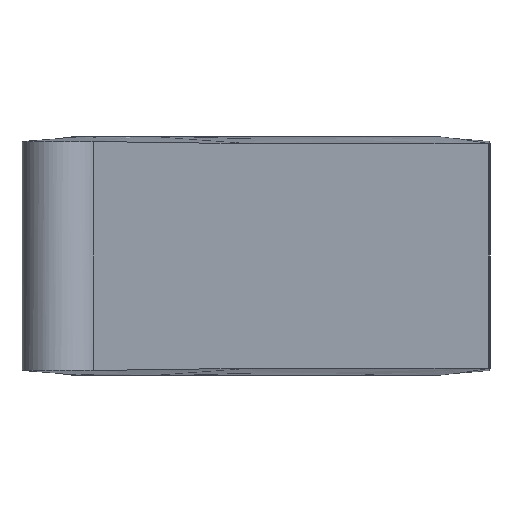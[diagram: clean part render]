
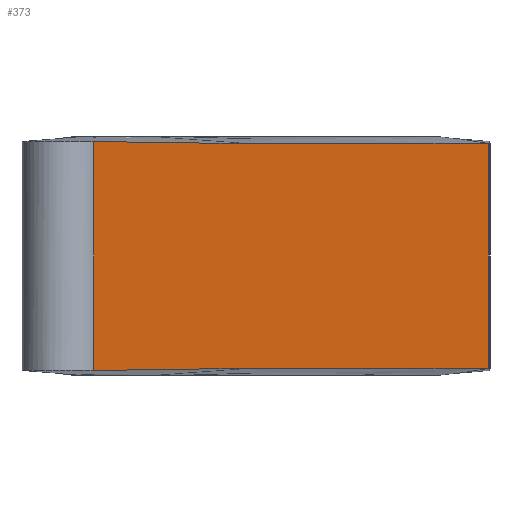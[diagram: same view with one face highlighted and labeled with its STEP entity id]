
A CAD part, left-side view. The second image highlights one B-rep face of the part: STEP entity #373.
In plain terms, the highlighted planar face has unit normal (-0.574, -0.819, 0).
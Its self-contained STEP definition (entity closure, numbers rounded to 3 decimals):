
#57=FACE_OUTER_BOUND('',#419,.T.);
#65=LINE('',#4591,#73);
#66=LINE('',#4592,#74);
#73=VECTOR('',#1603,1.);
#74=VECTOR('',#1604,1.);
#85=PLANE('',#1567);
#323=B_SPLINE_CURVE_WITH_KNOTS('',3,(#2826,#2827,#2828,#2829),
 .UNSPECIFIED.,.F.,.F.,(4,4),(0.,1.),.UNSPECIFIED.);
#324=B_SPLINE_CURVE_WITH_KNOTS('',3,(#2831,#2832,#2833,#2834),
 .UNSPECIFIED.,.F.,.F.,(4,4),(0.,1.),.UNSPECIFIED.);
#325=B_SPLINE_CURVE_WITH_KNOTS('',3,(#2836,#2837,#2838,#2839),
 .UNSPECIFIED.,.F.,.F.,(4,4),(0.,1.),.UNSPECIFIED.);
#353=B_SPLINE_CURVE_WITH_KNOTS('',3,(#3774,#3775,#3776,#3777),
 .UNSPECIFIED.,.F.,.F.,(4,4),(0.,1.),.UNSPECIFIED.);
#354=B_SPLINE_CURVE_WITH_KNOTS('',3,(#3779,#3780,#3781,#3782),
 .UNSPECIFIED.,.F.,.F.,(4,4),(0.,1.),.UNSPECIFIED.);
#355=B_SPLINE_CURVE_WITH_KNOTS('',3,(#3784,#3785,#3786,#3787),
 .UNSPECIFIED.,.F.,.F.,(4,4),(0.,1.),.UNSPECIFIED.);
#373=ADVANCED_FACE('',(#57),#85,.F.);
#419=EDGE_LOOP('',(#939,#940,#941,#942,#943,#944,#945,#946));
#939=ORIENTED_EDGE('',*,*,#1507,.T.);
#940=ORIENTED_EDGE('',*,*,#1506,.T.);
#941=ORIENTED_EDGE('',*,*,#1505,.T.);
#942=ORIENTED_EDGE('',*,*,#1539,.F.);
#943=ORIENTED_EDGE('',*,*,#1537,.T.);
#944=ORIENTED_EDGE('',*,*,#1536,.T.);
#945=ORIENTED_EDGE('',*,*,#1535,.T.);
#946=ORIENTED_EDGE('',*,*,#1540,.T.);
#1231=VERTEX_POINT('',#2825);
#1232=VERTEX_POINT('',#2830);
#1233=VERTEX_POINT('',#2835);
#1234=VERTEX_POINT('',#2840);
#1261=VERTEX_POINT('',#3773);
#1262=VERTEX_POINT('',#3778);
#1263=VERTEX_POINT('',#3783);
#1264=VERTEX_POINT('',#3788);
#1505=EDGE_CURVE('',#1232,#1231,#323,.T.);
#1506=EDGE_CURVE('',#1233,#1232,#324,.T.);
#1507=EDGE_CURVE('',#1234,#1233,#325,.T.);
#1535=EDGE_CURVE('',#1262,#1261,#353,.T.);
#1536=EDGE_CURVE('',#1263,#1262,#354,.T.);
#1537=EDGE_CURVE('',#1264,#1263,#355,.T.);
#1539=EDGE_CURVE('',#1264,#1231,#65,.T.);
#1540=EDGE_CURVE('',#1261,#1234,#66,.T.);
#1567=AXIS2_PLACEMENT_3D('',#4593,#1605,#1606);
#1603=DIRECTION('',(0.,0.,-1.));
#1604=DIRECTION('',(0.,0.,-1.));
#1605=DIRECTION('',(0.574,0.819,0.));
#1606=DIRECTION('',(-0.819,0.574,0.));
#2825=CARTESIAN_POINT('',(-1.553,-4.726,-4.716));
#2826=CARTESIAN_POINT('',(-8.5,0.137,-4.716));
#2827=CARTESIAN_POINT('',(-6.184,-1.484,-4.716));
#2828=CARTESIAN_POINT('',(-3.869,-3.105,-4.716));
#2829=CARTESIAN_POINT('',(-1.553,-4.726,-4.716));
#2830=CARTESIAN_POINT('',(-8.5,0.137,-4.716));
#2831=CARTESIAN_POINT('',(-8.533,0.161,-4.716));
#2832=CARTESIAN_POINT('',(-8.522,0.153,-4.716));
#2833=CARTESIAN_POINT('',(-8.511,0.145,-4.716));
#2834=CARTESIAN_POINT('',(-8.5,0.137,-4.716));
#2835=CARTESIAN_POINT('',(-8.533,0.161,-4.716));
#2836=CARTESIAN_POINT('',(-13.026,3.307,-4.76));
#2837=CARTESIAN_POINT('',(-11.528,2.258,-4.745));
#2838=CARTESIAN_POINT('',(-10.031,1.209,-4.731));
#2839=CARTESIAN_POINT('',(-8.533,0.161,-4.716));
#2840=CARTESIAN_POINT('',(-13.026,3.307,-4.76));
#3773=CARTESIAN_POINT('',(-13.026,3.307,-0.1));
#3774=CARTESIAN_POINT('',(-8.533,0.161,-0.144));
#3775=CARTESIAN_POINT('',(-10.031,1.209,-0.129));
#3776=CARTESIAN_POINT('',(-11.528,2.258,-0.115));
#3777=CARTESIAN_POINT('',(-13.026,3.307,-0.1));
#3778=CARTESIAN_POINT('',(-8.533,0.161,-0.144));
#3779=CARTESIAN_POINT('',(-8.5,0.137,-0.144));
#3780=CARTESIAN_POINT('',(-8.511,0.145,-0.144));
#3781=CARTESIAN_POINT('',(-8.522,0.153,-0.144));
#3782=CARTESIAN_POINT('',(-8.533,0.161,-0.144));
#3783=CARTESIAN_POINT('',(-8.5,0.137,-0.144));
#3784=CARTESIAN_POINT('',(-1.553,-4.726,-0.144));
#3785=CARTESIAN_POINT('',(-3.869,-3.105,-0.144));
#3786=CARTESIAN_POINT('',(-6.184,-1.484,-0.144));
#3787=CARTESIAN_POINT('',(-8.5,0.137,-0.144));
#3788=CARTESIAN_POINT('',(-1.553,-4.726,-0.144));
#4591=CARTESIAN_POINT('',(-1.553,-4.726,0.15));
#4592=CARTESIAN_POINT('',(-13.026,3.307,0.15));
#4593=CARTESIAN_POINT('',(-1.553,-4.726,0.15));
